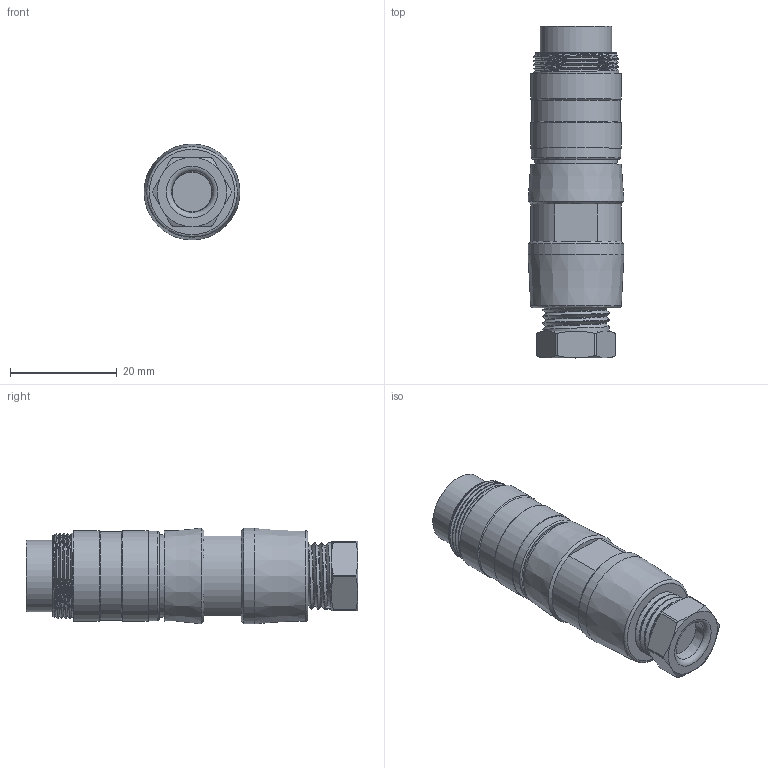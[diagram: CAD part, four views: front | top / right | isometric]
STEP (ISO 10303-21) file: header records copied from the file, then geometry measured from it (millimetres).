
FILE_DESCRIPTION(/* description */ (''),/* implementation_level */ '2;1');
FILE_NAME(/* name */ 't 3260 004 unxc001-01.stp',/* time_stamp */ '2019-07-08T15:14:06+02:00',/* author */ (''),/* organization */ (''),/* preprocessor_version */ 'ST-DEVELOPER v16.7',/* originating_system */ 'SIEMENS PLM Software NX 12.0',/* authorisation */ '');
FILE_SCHEMA (('AUTOMOTIVE_DESIGN { 1 0 10303 214 3 1 1 1 }'));
Length unit declared in the file: millimetre
Products named in the file (1): t 3260 004 unxc001-01
Bounding box: 18 x 62.3 x 18 mm (x, y, z)
Volume: 11769.5 mm3; surface area: 4396.1 mm2
Topology: 1 solids, 1 shells, 107 faces, 245 edges, 152 vertices
Faces by surface type: plane 39, cylinder 29, cone 14, bspline 12, sphere 12, torus 1
Full cylindrical faces by diameter (mm): 1.475 x3, 12.5 x3, 13.5 x1, 15.5 x1, 16.6 x1, 16.8 x1, 17 x2, 18 x1
Entity records: 4252 total; most frequent: CARTESIAN_POINT 1712, DIRECTION 477, ORIENTED_EDGE 380, AXIS2_PLACEMENT_3D 212, EDGE_CURVE 190, EDGE_LOOP 149, VERTEX_POINT 133, CIRCLE 119
